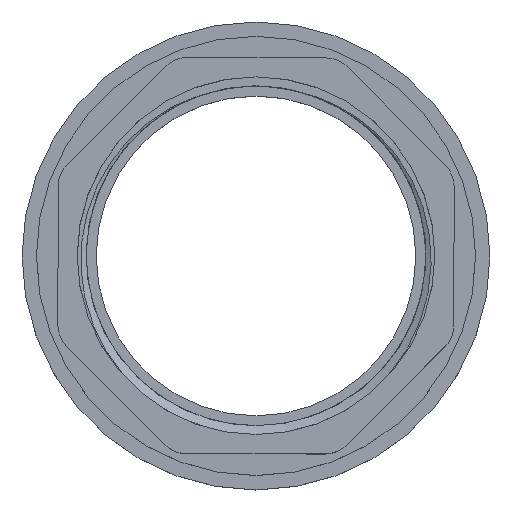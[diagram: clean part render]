
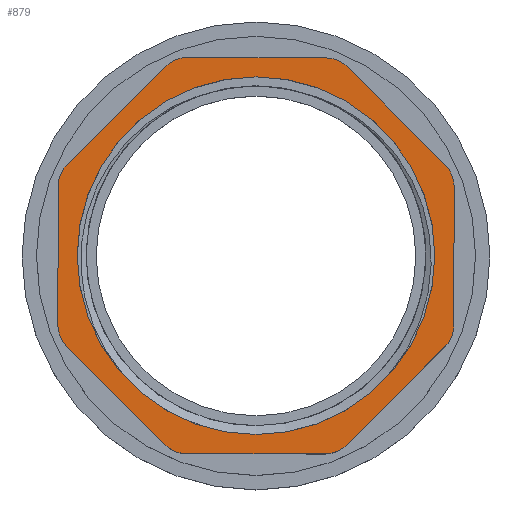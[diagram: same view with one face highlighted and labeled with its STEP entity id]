
A CAD part, top view. The second image highlights one B-rep face of the part: STEP entity #879.
In plain terms, the highlighted planar face has unit normal (0, 0, 1).
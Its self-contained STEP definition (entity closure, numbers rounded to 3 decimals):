
#21=FACE_BOUND('',#125,.T.);
#34=PLANE('',#961);
#71=FACE_OUTER_BOUND('',#124,.T.);
#124=EDGE_LOOP('',(#701,#702,#703,#704,#705,#706,#707,#708,#709,#710,#711,
#712,#713,#714,#715,#716));
#125=EDGE_LOOP('',(#717));
#140=CIRCLE('',#918,29.807);
#158=CIRCLE('',#962,5.);
#159=CIRCLE('',#963,5.);
#160=CIRCLE('',#964,5.);
#161=CIRCLE('',#965,5.);
#162=CIRCLE('',#966,5.);
#163=CIRCLE('',#967,5.);
#164=CIRCLE('',#968,5.);
#165=CIRCLE('',#969,5.);
#248=LINE('',#10310,#304);
#251=LINE('',#10316,#307);
#253=LINE('',#10321,#309);
#256=LINE('',#10327,#312);
#259=LINE('',#10333,#315);
#263=LINE('',#10340,#319);
#266=LINE('',#10346,#322);
#269=LINE('',#10352,#325);
#304=VECTOR('',#1110,1.);
#307=VECTOR('',#1115,1.);
#309=VECTOR('',#1119,1.);
#312=VECTOR('',#1124,1.);
#315=VECTOR('',#1129,1.);
#319=VECTOR('',#1135,1.);
#322=VECTOR('',#1140,1.);
#325=VECTOR('',#1145,1.);
#347=VERTEX_POINT('',#2886);
#399=VERTEX_POINT('',#10307);
#400=VERTEX_POINT('',#10309);
#401=VERTEX_POINT('',#10313);
#402=VERTEX_POINT('',#10315);
#403=VERTEX_POINT('',#10319);
#404=VERTEX_POINT('',#10320);
#405=VERTEX_POINT('',#10325);
#406=VERTEX_POINT('',#10326);
#407=VERTEX_POINT('',#10331);
#408=VERTEX_POINT('',#10332);
#409=VERTEX_POINT('',#10337);
#410=VERTEX_POINT('',#10339);
#411=VERTEX_POINT('',#10343);
#412=VERTEX_POINT('',#10345);
#413=VERTEX_POINT('',#10349);
#414=VERTEX_POINT('',#10351);
#443=EDGE_CURVE('',#347,#347,#140,.T.);
#510=EDGE_CURVE('',#400,#399,#248,.T.);
#513=EDGE_CURVE('',#402,#401,#251,.T.);
#515=EDGE_CURVE('',#403,#404,#253,.T.);
#518=EDGE_CURVE('',#405,#406,#256,.T.);
#521=EDGE_CURVE('',#407,#408,#259,.T.);
#525=EDGE_CURVE('',#410,#409,#263,.T.);
#528=EDGE_CURVE('',#412,#411,#266,.T.);
#531=EDGE_CURVE('',#414,#413,#269,.T.);
#533=EDGE_CURVE('',#401,#403,#158,.T.);
#534=EDGE_CURVE('',#404,#405,#159,.T.);
#535=EDGE_CURVE('',#406,#407,#160,.T.);
#536=EDGE_CURVE('',#408,#410,#161,.T.);
#537=EDGE_CURVE('',#409,#412,#162,.T.);
#538=EDGE_CURVE('',#411,#414,#163,.T.);
#539=EDGE_CURVE('',#413,#400,#164,.T.);
#540=EDGE_CURVE('',#399,#402,#165,.T.);
#701=ORIENTED_EDGE('',*,*,#513,.T.);
#702=ORIENTED_EDGE('',*,*,#533,.T.);
#703=ORIENTED_EDGE('',*,*,#515,.T.);
#704=ORIENTED_EDGE('',*,*,#534,.T.);
#705=ORIENTED_EDGE('',*,*,#518,.T.);
#706=ORIENTED_EDGE('',*,*,#535,.T.);
#707=ORIENTED_EDGE('',*,*,#521,.T.);
#708=ORIENTED_EDGE('',*,*,#536,.T.);
#709=ORIENTED_EDGE('',*,*,#525,.T.);
#710=ORIENTED_EDGE('',*,*,#537,.T.);
#711=ORIENTED_EDGE('',*,*,#528,.T.);
#712=ORIENTED_EDGE('',*,*,#538,.T.);
#713=ORIENTED_EDGE('',*,*,#531,.T.);
#714=ORIENTED_EDGE('',*,*,#539,.T.);
#715=ORIENTED_EDGE('',*,*,#510,.T.);
#716=ORIENTED_EDGE('',*,*,#540,.T.);
#717=ORIENTED_EDGE('',*,*,#443,.T.);
#879=ADVANCED_FACE('',(#71,#21),#34,.T.);
#918=AXIS2_PLACEMENT_3D('',#2887,#1014,#1015);
#961=AXIS2_PLACEMENT_3D('',#10354,#1147,#1148);
#962=AXIS2_PLACEMENT_3D('',#10355,#1149,#1150);
#963=AXIS2_PLACEMENT_3D('',#10356,#1151,#1152);
#964=AXIS2_PLACEMENT_3D('',#10357,#1153,#1154);
#965=AXIS2_PLACEMENT_3D('',#10358,#1155,#1156);
#966=AXIS2_PLACEMENT_3D('',#10359,#1157,#1158);
#967=AXIS2_PLACEMENT_3D('',#10360,#1159,#1160);
#968=AXIS2_PLACEMENT_3D('',#10361,#1161,#1162);
#969=AXIS2_PLACEMENT_3D('',#10362,#1163,#1164);
#1014=DIRECTION('center_axis',(0.,0.,-1.));
#1015=DIRECTION('ref_axis',(0.,-1.,0.));
#1110=DIRECTION('',(-1.,0.003,0.));
#1115=DIRECTION('',(-0.709,-0.705,0.));
#1119=DIRECTION('',(-0.003,-1.,0.));
#1124=DIRECTION('',(0.705,-0.709,0.));
#1129=DIRECTION('',(1.,-0.003,0.));
#1135=DIRECTION('',(0.709,0.705,0.));
#1140=DIRECTION('',(0.003,1.,0.));
#1145=DIRECTION('',(-0.705,0.709,0.));
#1147=DIRECTION('center_axis',(0.,0.,1.));
#1148=DIRECTION('ref_axis',(0.,-1.,0.));
#1149=DIRECTION('center_axis',(0.,0.,1.));
#1150=DIRECTION('ref_axis',(0.,-1.,0.));
#1151=DIRECTION('center_axis',(0.,0.,1.));
#1152=DIRECTION('ref_axis',(0.,-1.,0.));
#1153=DIRECTION('center_axis',(0.,0.,1.));
#1154=DIRECTION('ref_axis',(0.,-1.,0.));
#1155=DIRECTION('center_axis',(0.,0.,1.));
#1156=DIRECTION('ref_axis',(0.,-1.,0.));
#1157=DIRECTION('center_axis',(0.,0.,1.));
#1158=DIRECTION('ref_axis',(0.,-1.,0.));
#1159=DIRECTION('center_axis',(0.,0.,1.));
#1160=DIRECTION('ref_axis',(0.,-1.,0.));
#1161=DIRECTION('center_axis',(0.,0.,1.));
#1162=DIRECTION('ref_axis',(0.,-1.,0.));
#1163=DIRECTION('center_axis',(0.,0.,1.));
#1164=DIRECTION('ref_axis',(0.,-1.,0.));
#2886=CARTESIAN_POINT('',(0.,-29.807,31.5));
#2887=CARTESIAN_POINT('Origin',(0.,0.,
31.5));
#10307=CARTESIAN_POINT('',(-11.515,33.029,31.5));
#10309=CARTESIAN_POINT('',(11.681,32.971,31.5));
#10310=CARTESIAN_POINT('',(13.752,32.966,31.5));
#10313=CARTESIAN_POINT('',(-31.497,15.213,31.5));
#10315=CARTESIAN_POINT('',(-15.054,31.573,31.5));
#10316=CARTESIAN_POINT('',(-13.586,33.034,31.5));
#10319=CARTESIAN_POINT('',(-32.971,11.681,31.5));
#10320=CARTESIAN_POINT('',(-33.029,-11.515,31.5));
#10321=CARTESIAN_POINT('',(-32.966,13.752,31.5));
#10325=CARTESIAN_POINT('',(-31.573,-15.054,31.5));
#10326=CARTESIAN_POINT('',(-15.213,-31.497,31.5));
#10327=CARTESIAN_POINT('',(-33.034,-13.586,31.5));
#10331=CARTESIAN_POINT('',(-11.681,-32.971,31.5));
#10332=CARTESIAN_POINT('',(11.515,-33.029,31.5));
#10333=CARTESIAN_POINT('',(-13.752,-32.966,31.5));
#10337=CARTESIAN_POINT('',(31.497,-15.213,31.5));
#10339=CARTESIAN_POINT('',(15.054,-31.573,31.5));
#10340=CARTESIAN_POINT('',(13.586,-33.034,31.5));
#10343=CARTESIAN_POINT('',(33.029,11.515,31.5));
#10345=CARTESIAN_POINT('',(32.971,-11.681,31.5));
#10346=CARTESIAN_POINT('',(32.966,-13.752,31.5));
#10349=CARTESIAN_POINT('',(15.213,31.497,31.5));
#10351=CARTESIAN_POINT('',(31.573,15.054,31.5));
#10352=CARTESIAN_POINT('',(33.034,13.586,31.5));
#10354=CARTESIAN_POINT('Origin',(-33.,0.,
31.5));
#10355=CARTESIAN_POINT('Origin',(-27.971,11.668,31.5));
#10356=CARTESIAN_POINT('Origin',(-28.029,-11.528,31.5));
#10357=CARTESIAN_POINT('Origin',(-11.668,-27.971,31.5));
#10358=CARTESIAN_POINT('Origin',(11.528,-28.029,31.5));
#10359=CARTESIAN_POINT('Origin',(27.971,-11.668,31.5));
#10360=CARTESIAN_POINT('Origin',(28.029,11.528,31.5));
#10361=CARTESIAN_POINT('Origin',(11.668,27.971,31.5));
#10362=CARTESIAN_POINT('Origin',(-11.528,28.029,31.5));
